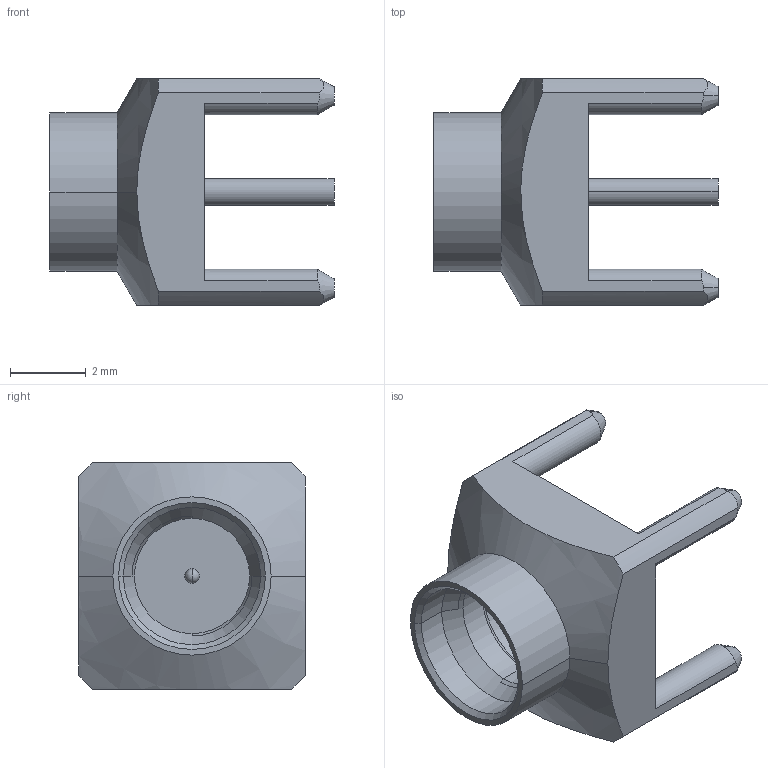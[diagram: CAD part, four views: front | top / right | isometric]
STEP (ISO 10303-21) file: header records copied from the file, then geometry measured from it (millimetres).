
FILE_DESCRIPTION((''),'2;1');
FILE_NAME('SMP-MSLD-PCT-5','2020-01-14T',('Krishnaprasath'),(''),'CREO PARAMETRIC BY PTC INC, 2018360','CREO PARAMETRIC BY PTC INC, 2018360','');
FILE_SCHEMA(('CONFIG_CONTROL_DESIGN'));
Length unit declared in the file: millimetre
Products named in the file (1): SMP-MSLD-PCT-5
Bounding box: 7.52 x 5.99 x 5.99 mm (x, y, z)
Volume: 83.7 mm3; surface area: 209.4 mm2
Topology: 1 solids, 1 shells, 58 faces, 148 edges, 95 vertices
Faces by surface type: cylinder 22, cone 20, plane 14, sphere 2
Entity records: 2008 total; most frequent: CARTESIAN_POINT 551, DIRECTION 308, ORIENTED_EDGE 292, EDGE_CURVE 146, AXIS2_PLACEMENT_3D 126, VERTEX_POINT 95, CIRCLE 68, EDGE_LOOP 63
